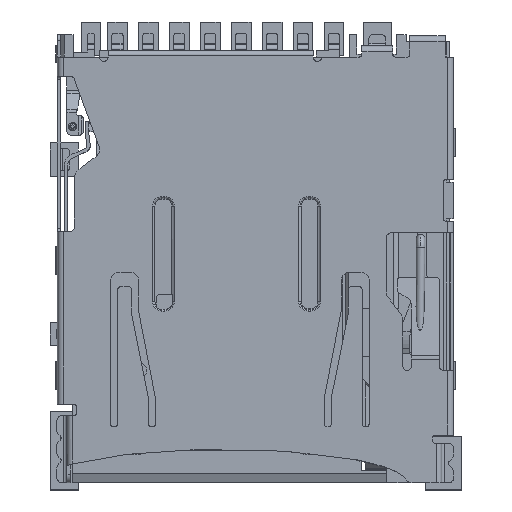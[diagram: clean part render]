
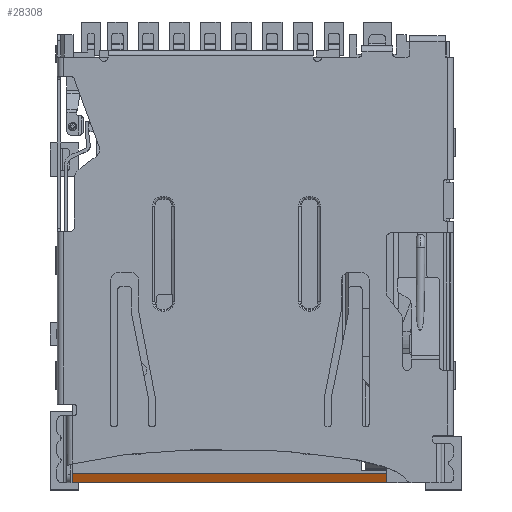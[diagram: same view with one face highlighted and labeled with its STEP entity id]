
A CAD part, top view. The second image highlights one B-rep face of the part: STEP entity #28308.
In plain terms, the highlighted planar face has unit normal (0, -0.394, 0.919).
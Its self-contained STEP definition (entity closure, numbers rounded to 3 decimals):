
#541 = FACE_OUTER_BOUND ( 'NONE', #29642, .T. ) ;
#727 = DIRECTION ( 'NONE',  ( 0., -0.919, -0.394 ) ) ;
#2289 = LINE ( 'NONE', #5256, #5967 ) ;
#2537 = ORIENTED_EDGE ( 'NONE', *, *, #25667, .T. ) ;
#2550 = VERTEX_POINT ( 'NONE', #20374 ) ;
#2832 = VECTOR ( 'NONE', #5726, 1000. ) ;
#3331 = DIRECTION ( 'NONE',  ( 0., -0.919, -0.394 ) ) ;
#5256 = CARTESIAN_POINT ( 'NONE',  ( 11.58, 0.175, -0.845 ) ) ;
#5726 = DIRECTION ( 'NONE',  ( 1., 0., 0. ) ) ;
#5967 = VECTOR ( 'NONE', #25767, 1000. ) ;
#8471 = EDGE_CURVE ( 'NONE', #21123, #34051, #18334, .T. ) ;
#8785 = LINE ( 'NONE', #17254, #2832 ) ;
#8800 = EDGE_CURVE ( 'NONE', #20100, #34051, #2289, .T. ) ;
#9823 = CARTESIAN_POINT ( 'NONE',  ( 0.4, 0.175, -0.845 ) ) ;
#11395 = PLANE ( 'NONE',  #21069 ) ;
#11680 = CARTESIAN_POINT ( 'NONE',  ( 11.58, 0., -0.92 ) ) ;
#11781 = VECTOR ( 'NONE', #727, 1000. ) ;
#16068 = ORIENTED_EDGE ( 'NONE', *, *, #8471, .F. ) ;
#17254 = CARTESIAN_POINT ( 'NONE',  ( 6.81, 0., -0.92 ) ) ;
#17494 = EDGE_CURVE ( 'NONE', #2550, #20100, #8785, .T. ) ;
#18334 = LINE ( 'NONE', #21058, #37693 ) ;
#20100 = VERTEX_POINT ( 'NONE', #11680 ) ;
#20374 = CARTESIAN_POINT ( 'NONE',  ( 0.4, 0., -0.92 ) ) ;
#21058 = CARTESIAN_POINT ( 'NONE',  ( 5.915, 0.35, -0.77 ) ) ;
#21069 = AXIS2_PLACEMENT_3D ( 'NONE', #32953, #32828, #3331 ) ;
#21123 = VERTEX_POINT ( 'NONE', #26241 ) ;
#21706 = DIRECTION ( 'NONE',  ( 1., 0., 0. ) ) ;
#23221 = ORIENTED_EDGE ( 'NONE', *, *, #17494, .T. ) ;
#23321 = CARTESIAN_POINT ( 'NONE',  ( 11.58, 0.35, -0.77 ) ) ;
#25667 = EDGE_CURVE ( 'NONE', #21123, #2550, #29656, .T. ) ;
#25767 = DIRECTION ( 'NONE',  ( 0., 0.919, 0.394 ) ) ;
#26241 = CARTESIAN_POINT ( 'NONE',  ( 0.4, 0.35, -0.77 ) ) ;
#28308 = ADVANCED_FACE ( 'NONE', ( #541 ), #11395, .T. ) ;
#29642 = EDGE_LOOP ( 'NONE', ( #23221, #37115, #16068, #2537 ) ) ;
#29656 = LINE ( 'NONE', #9823, #11781 ) ;
#32828 = DIRECTION ( 'NONE',  ( 0., -0.394, 0.919 ) ) ;
#32953 = CARTESIAN_POINT ( 'NONE',  ( 5.99, 0.175, -0.845 ) ) ;
#34051 = VERTEX_POINT ( 'NONE', #23321 ) ;
#37115 = ORIENTED_EDGE ( 'NONE', *, *, #8800, .T. ) ;
#37693 = VECTOR ( 'NONE', #21706, 1000. ) ;
